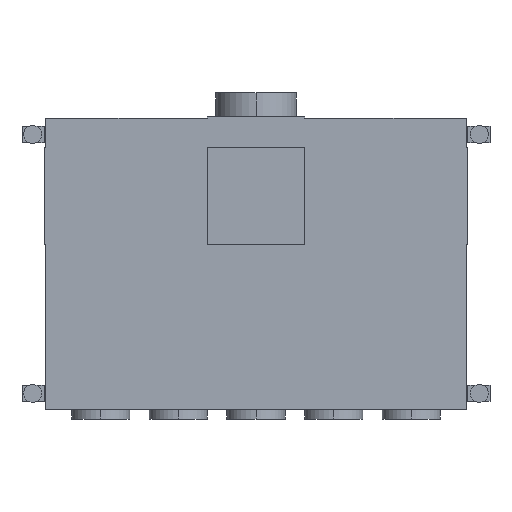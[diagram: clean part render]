
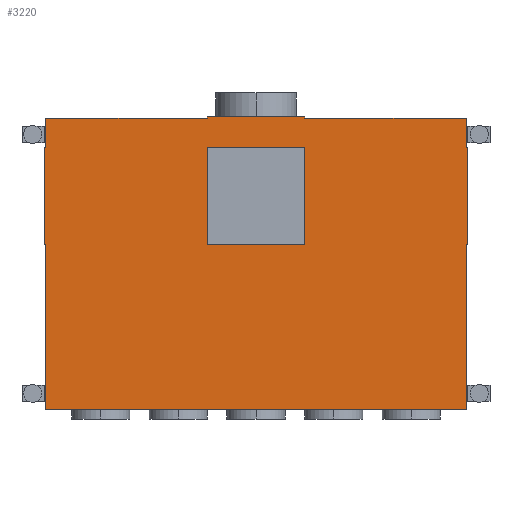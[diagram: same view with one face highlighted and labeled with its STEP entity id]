
A CAD part, top view. The second image highlights one B-rep face of the part: STEP entity #3220.
In plain terms, the highlighted planar face has unit normal (0, 0, 1).
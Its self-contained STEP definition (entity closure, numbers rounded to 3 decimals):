
#920=CARTESIAN_POINT('',(325.,-225.,150.));
#930=VERTEX_POINT('',#920);
#960=CARTESIAN_POINT('',(325.,30.,150.));
#970=DIRECTION('',(0.,-1.,0.));
#980=VECTOR('',#970,1.);
#990=LINE('',#960,#980);
#1000=CARTESIAN_POINT('',(325.,30.,150.));
#1010=VERTEX_POINT('',#1000);
#1020=EDGE_CURVE('',#1010,#930,#990,.T.);
#1430=CARTESIAN_POINT('',(325.,30.,150.));
#1440=DIRECTION('',(1.,0.,0.));
#1450=VECTOR('',#1440,1.);
#1460=LINE('',#1430,#1450);
#1470=CARTESIAN_POINT('',(326.5,30.,150.));
#1480=VERTEX_POINT('',#1470);
#1490=EDGE_CURVE('',#1010,#1480,#1460,.T.);
#1690=CARTESIAN_POINT('',(0.,0.,150.));
#1700=DIRECTION('',(0.,0.,1.));
#1710=DIRECTION('',(1.,0.,0.));
#1720=AXIS2_PLACEMENT_3D('',#1690,#1700,#1710);
#1730=PLANE('',#1720);
#1740=CARTESIAN_POINT('',(325.,-225.,150.));
#1750=DIRECTION('',(-1.,0.,0.));
#1760=VECTOR('',#1750,1.);
#1770=LINE('',#1740,#1760);
#1780=CARTESIAN_POINT('',(-325.,-225.,150.));
#1790=VERTEX_POINT('',#1780);
#1800=EDGE_CURVE('',#930,#1790,#1770,.T.);
#1810=ORIENTED_EDGE('',*,*,#1800,.F.);
#1820=CARTESIAN_POINT('',(-325.,-225.,150.));
#1830=DIRECTION('',(0.,1.,0.));
#1840=VECTOR('',#1830,1.);
#1850=LINE('',#1820,#1840);
#1860=CARTESIAN_POINT('',(-325.,30.,150.));
#1870=VERTEX_POINT('',#1860);
#1880=EDGE_CURVE('',#1790,#1870,#1850,.T.);
#1890=ORIENTED_EDGE('',*,*,#1880,.F.);
#1900=CARTESIAN_POINT('',(-325.,30.,150.));
#1910=DIRECTION('',(-1.,0.,0.));
#1920=VECTOR('',#1910,1.);
#1930=LINE('',#1900,#1920);
#1940=CARTESIAN_POINT('',(-326.5,30.,150.));
#1950=VERTEX_POINT('',#1940);
#1960=EDGE_CURVE('',#1870,#1950,#1930,.T.);
#1970=ORIENTED_EDGE('',*,*,#1960,.F.);
#1980=CARTESIAN_POINT('',(-326.5,180.,150.));
#1990=DIRECTION('',(0.,-1.,0.));
#2000=VECTOR('',#1990,1.);
#2010=LINE('',#1980,#2000);
#2020=CARTESIAN_POINT('',(-326.5,180.,150.));
#2030=VERTEX_POINT('',#2020);
#2040=EDGE_CURVE('',#2030,#1950,#2010,.T.);
#2050=ORIENTED_EDGE('',*,*,#2040,.T.);
#2060=CARTESIAN_POINT('',(-325.,180.,150.));
#2070=DIRECTION('',(-1.,0.,0.));
#2080=VECTOR('',#2070,1.);
#2090=LINE('',#2060,#2080);
#2100=CARTESIAN_POINT('',(-325.,180.,150.));
#2110=VERTEX_POINT('',#2100);
#2120=EDGE_CURVE('',#2110,#2030,#2090,.T.);
#2130=ORIENTED_EDGE('',*,*,#2120,.T.);
#2140=CARTESIAN_POINT('',(-325.,180.,150.));
#2150=DIRECTION('',(0.,1.,0.));
#2160=VECTOR('',#2150,1.);
#2170=LINE('',#2140,#2160);
#2180=CARTESIAN_POINT('',(-325.,225.,150.));
#2190=VERTEX_POINT('',#2180);
#2200=EDGE_CURVE('',#2110,#2190,#2170,.T.);
#2210=ORIENTED_EDGE('',*,*,#2200,.F.);
#2220=CARTESIAN_POINT('',(-325.,225.,150.));
#2230=DIRECTION('',(1.,0.,0.));
#2240=VECTOR('',#2230,1.);
#2250=LINE('',#2220,#2240);
#2260=CARTESIAN_POINT('',(-75.,225.,150.));
#2270=VERTEX_POINT('',#2260);
#2280=EDGE_CURVE('',#2190,#2270,#2250,.T.);
#2290=ORIENTED_EDGE('',*,*,#2280,.F.);
#2300=CARTESIAN_POINT('',(-75.,225.,150.));
#2310=DIRECTION('',(0.,1.,0.));
#2320=VECTOR('',#2310,1.);
#2330=LINE('',#2300,#2320);
#2340=CARTESIAN_POINT('',(-75.,227.5,150.));
#2350=VERTEX_POINT('',#2340);
#2360=EDGE_CURVE('',#2270,#2350,#2330,.T.);
#2370=ORIENTED_EDGE('',*,*,#2360,.F.);
#2380=CARTESIAN_POINT('',(75.,227.5,150.));
#2390=DIRECTION('',(-1.,0.,0.));
#2400=VECTOR('',#2390,1.);
#2410=LINE('',#2380,#2400);
#2420=CARTESIAN_POINT('',(75.,227.5,150.));
#2430=VERTEX_POINT('',#2420);
#2440=EDGE_CURVE('',#2430,#2350,#2410,.T.);
#2450=ORIENTED_EDGE('',*,*,#2440,.T.);
#2460=CARTESIAN_POINT('',(75.,225.,150.));
#2470=DIRECTION('',(0.,1.,0.));
#2480=VECTOR('',#2470,1.);
#2490=LINE('',#2460,#2480);
#2500=CARTESIAN_POINT('',(75.,225.,150.));
#2510=VERTEX_POINT('',#2500);
#2520=EDGE_CURVE('',#2510,#2430,#2490,.T.);
#2530=ORIENTED_EDGE('',*,*,#2520,.T.);
#2540=CARTESIAN_POINT('',(75.,225.,150.));
#2550=DIRECTION('',(1.,0.,0.));
#2560=VECTOR('',#2550,1.);
#2570=LINE('',#2540,#2560);
#2580=CARTESIAN_POINT('',(325.,225.,150.));
#2590=VERTEX_POINT('',#2580);
#2600=EDGE_CURVE('',#2510,#2590,#2570,.T.);
#2610=ORIENTED_EDGE('',*,*,#2600,.F.);
#2620=CARTESIAN_POINT('',(325.,225.,150.));
#2630=DIRECTION('',(0.,-1.,0.));
#2640=VECTOR('',#2630,1.);
#2650=LINE('',#2620,#2640);
#2660=CARTESIAN_POINT('',(325.,180.,150.));
#2670=VERTEX_POINT('',#2660);
#2680=EDGE_CURVE('',#2590,#2670,#2650,.T.);
#2690=ORIENTED_EDGE('',*,*,#2680,.F.);
#2700=CARTESIAN_POINT('',(325.,180.,150.));
#2710=DIRECTION('',(1.,0.,0.));
#2720=VECTOR('',#2710,1.);
#2730=LINE('',#2700,#2720);
#2740=CARTESIAN_POINT('',(326.5,180.,150.));
#2750=VERTEX_POINT('',#2740);
#2760=EDGE_CURVE('',#2670,#2750,#2730,.T.);
#2770=ORIENTED_EDGE('',*,*,#2760,.F.);
#2780=CARTESIAN_POINT('',(326.5,30.,150.));
#2790=DIRECTION('',(0.,1.,0.));
#2800=VECTOR('',#2790,1.);
#2810=LINE('',#2780,#2800);
#2820=EDGE_CURVE('',#1480,#2750,#2810,.T.);
#2830=ORIENTED_EDGE('',*,*,#2820,.T.);
#2840=ORIENTED_EDGE('',*,*,#1490,.T.);
#2850=ORIENTED_EDGE('',*,*,#1020,.F.);
#2860=EDGE_LOOP('',(#2850,#2840,#2830,#2770,#2690,#2610,#2530,#2450,
#2370,#2290,#2210,#2130,#2050,#1970,#1890,#1810));
#2870=FACE_OUTER_BOUND('',#2860,.T.);
#2880=CARTESIAN_POINT('',(75.,180.,150.));
#2890=DIRECTION('',(0.,-1.,0.));
#2900=VECTOR('',#2890,1.);
#2910=LINE('',#2880,#2900);
#2920=CARTESIAN_POINT('',(75.,180.,150.));
#2930=VERTEX_POINT('',#2920);
#2940=CARTESIAN_POINT('',(75.,30.,150.));
#2950=VERTEX_POINT('',#2940);
#2960=EDGE_CURVE('',#2930,#2950,#2910,.T.);
#2970=ORIENTED_EDGE('',*,*,#2960,.T.);
#2980=CARTESIAN_POINT('',(-75.,180.,150.));
#2990=DIRECTION('',(1.,0.,0.));
#3000=VECTOR('',#2990,1.);
#3010=LINE('',#2980,#3000);
#3020=CARTESIAN_POINT('',(-75.,180.,150.));
#3030=VERTEX_POINT('',#3020);
#3040=EDGE_CURVE('',#3030,#2930,#3010,.T.);
#3050=ORIENTED_EDGE('',*,*,#3040,.T.);
#3060=CARTESIAN_POINT('',(-75.,30.,150.));
#3070=DIRECTION('',(0.,1.,0.));
#3080=VECTOR('',#3070,1.);
#3090=LINE('',#3060,#3080);
#3100=CARTESIAN_POINT('',(-75.,30.,150.));
#3110=VERTEX_POINT('',#3100);
#3120=EDGE_CURVE('',#3110,#3030,#3090,.T.);
#3130=ORIENTED_EDGE('',*,*,#3120,.T.);
#3140=CARTESIAN_POINT('',(75.,30.,150.));
#3150=DIRECTION('',(-1.,0.,0.));
#3160=VECTOR('',#3150,1.);
#3170=LINE('',#3140,#3160);
#3180=EDGE_CURVE('',#2950,#3110,#3170,.T.);
#3190=ORIENTED_EDGE('',*,*,#3180,.T.);
#3200=EDGE_LOOP('',(#3190,#3130,#3050,#2970));
#3210=FACE_BOUND('',#3200,.T.);
#3220=ADVANCED_FACE('',(#2870,#3210),#1730,.T.);
